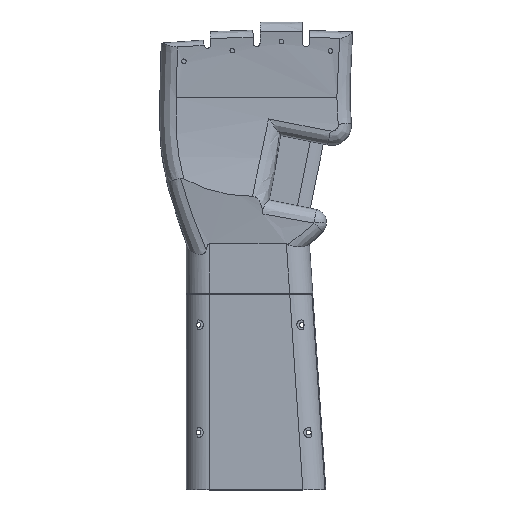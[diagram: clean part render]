
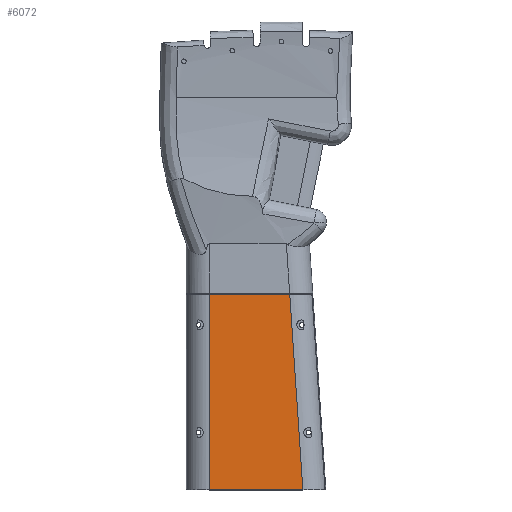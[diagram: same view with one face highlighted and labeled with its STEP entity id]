
A CAD part, top view. The second image highlights one B-rep face of the part: STEP entity #6072.
In plain terms, the highlighted planar face has unit normal (0, 0, 1).
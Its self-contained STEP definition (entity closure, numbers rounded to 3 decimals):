
#760 = VECTOR ( 'NONE', #12067, 1000. ) ;
#836 = DIRECTION ( 'NONE',  ( 0., -1., 0. ) ) ;
#1259 = EDGE_CURVE ( 'NONE', #3544, #6574, #7954, .T. ) ;
#1904 = CARTESIAN_POINT ( 'NONE',  ( -57.95, -366.456, 15. ) ) ;
#2449 = LINE ( 'NONE', #6449, #5733 ) ;
#3307 = DIRECTION ( 'NONE',  ( 1., 0., 0. ) ) ;
#3544 = VERTEX_POINT ( 'NONE', #9567 ) ;
#4030 = CARTESIAN_POINT ( 'NONE',  ( -29.879, -269.239, 15. ) ) ;
#4067 = LINE ( 'NONE', #10296, #8117 ) ;
#4158 = EDGE_CURVE ( 'NONE', #3544, #6077, #2449, .T. ) ;
#4509 = VERTEX_POINT ( 'NONE', #4030 ) ;
#4923 = FACE_OUTER_BOUND ( 'NONE', #12972, .T. ) ;
#5733 = VECTOR ( 'NONE', #3307, 1000. ) ;
#6068 = ORIENTED_EDGE ( 'NONE', *, *, #4158, .F. ) ;
#6072 = ADVANCED_FACE ( 'NONE', ( #4923 ), #12953, .T. ) ;
#6077 = VERTEX_POINT ( 'NONE', #8923 ) ;
#6449 = CARTESIAN_POINT ( 'NONE',  ( -20.273, -150.239, 15. ) ) ;
#6574 = VERTEX_POINT ( 'NONE', #9481 ) ;
#7954 = LINE ( 'NONE', #11770, #9975 ) ;
#8117 = VECTOR ( 'NONE', #9051, 1000. ) ;
#8923 = CARTESIAN_POINT ( 'NONE',  ( -37.865, -150.239, 15. ) ) ;
#8977 = CARTESIAN_POINT ( 'NONE',  ( -39.883, -120.177, 15. ) ) ;
#9051 = DIRECTION ( 'NONE',  ( 1., 0., 0. ) ) ;
#9231 = LINE ( 'NONE', #8977, #760 ) ;
#9481 = CARTESIAN_POINT ( 'NONE',  ( -86.847, -269.239, 15. ) ) ;
#9541 = AXIS2_PLACEMENT_3D ( 'NONE', #1904, #12081, #10160 ) ;
#9567 = CARTESIAN_POINT ( 'NONE',  ( -86.847, -150.239, 15. ) ) ;
#9975 = VECTOR ( 'NONE', #836, 1000. ) ;
#10146 = ORIENTED_EDGE ( 'NONE', *, *, #10678, .T. ) ;
#10160 = DIRECTION ( 'NONE',  ( 1., 0., 0. ) ) ;
#10296 = CARTESIAN_POINT ( 'NONE',  ( -57.95, -269.239, 15. ) ) ;
#10678 = EDGE_CURVE ( 'NONE', #6574, #4509, #4067, .T. ) ;
#11090 = EDGE_CURVE ( 'NONE', #4509, #6077, #9231, .T. ) ;
#11770 = CARTESIAN_POINT ( 'NONE',  ( -86.847, -366.456, 15. ) ) ;
#12067 = DIRECTION ( 'NONE',  ( -0.067, 0.998, 0. ) ) ;
#12081 = DIRECTION ( 'NONE',  ( 0., 0., 1. ) ) ;
#12268 = ORIENTED_EDGE ( 'NONE', *, *, #11090, .T. ) ;
#12593 = ORIENTED_EDGE ( 'NONE', *, *, #1259, .T. ) ;
#12953 = PLANE ( 'NONE',  #9541 ) ;
#12972 = EDGE_LOOP ( 'NONE', ( #6068, #12593, #10146, #12268 ) ) ;
